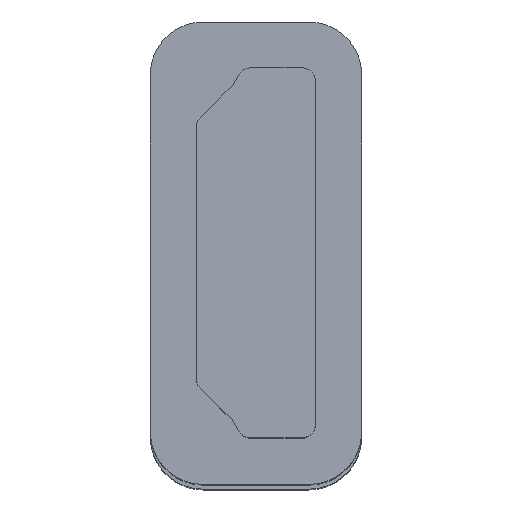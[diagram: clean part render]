
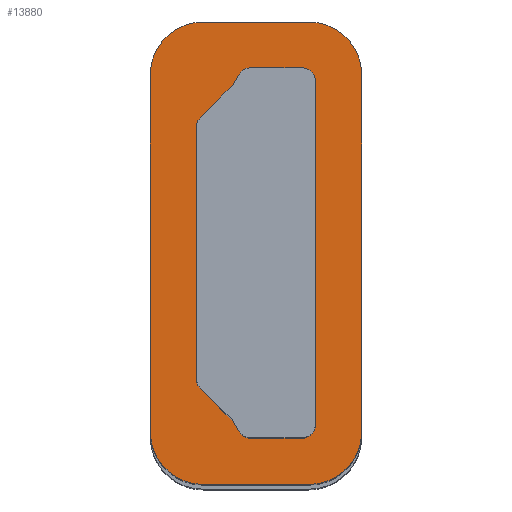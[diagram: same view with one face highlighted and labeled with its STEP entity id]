
A CAD part, top view. The second image highlights one B-rep face of the part: STEP entity #13880.
In plain terms, the highlighted face is planar.
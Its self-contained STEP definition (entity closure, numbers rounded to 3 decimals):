
#60=CARTESIAN_POINT('',(70.657,54.705,
9.75));
#70=DIRECTION('',(0.,-1.,0.));
#80=VECTOR('',#70,1.);
#90=LINE('',#60,#80);
#100=CARTESIAN_POINT('',(70.657,52.705,
9.75));
#110=VERTEX_POINT('',#100);
#120=CARTESIAN_POINT('',(70.657,39.205,
9.75));
#130=VERTEX_POINT('',#120);
#140=EDGE_CURVE('',#110,#130,#90,.T.);
#600=CARTESIAN_POINT('',(68.657,37.205,
9.75));
#610=VERTEX_POINT('',#600);
#640=CARTESIAN_POINT('',(70.657,37.205,
9.75));
#650=DIRECTION('',(-1.,0.,0.));
#660=VECTOR('',#650,1.);
#670=LINE('',#640,#660);
#680=CARTESIAN_POINT('',(64.657,37.205,
9.75));
#690=VERTEX_POINT('',#680);
#700=EDGE_CURVE('',#610,#690,#670,.T.);
#1000=CARTESIAN_POINT('',(62.657,39.205,
9.75));
#1010=VERTEX_POINT('',#1000);
#1040=CARTESIAN_POINT('',(62.657,37.205,
9.75));
#1050=DIRECTION('',(0.,1.,0.));
#1060=VECTOR('',#1050,1.);
#1070=LINE('',#1040,#1060);
#1080=CARTESIAN_POINT('',(62.657,52.705,
9.75));
#1090=VERTEX_POINT('',#1080);
#1100=EDGE_CURVE('',#1010,#1090,#1070,.T.);
#1260=CARTESIAN_POINT('',(62.657,54.705,
9.75));
#1270=DIRECTION('',(1.,0.,0.));
#1280=VECTOR('',#1270,1.);
#1290=LINE('',#1260,#1280);
#1300=CARTESIAN_POINT('',(64.657,54.705,
9.75));
#1310=VERTEX_POINT('',#1300);
#1320=CARTESIAN_POINT('',(68.657,54.705,
9.75));
#1330=VERTEX_POINT('',#1320);
#1340=EDGE_CURVE('',#1310,#1330,#1290,.T.);
#3210=CARTESIAN_POINT('',(67.497,52.359,
9.75));
#3220=VERTEX_POINT('',#3210);
#3300=CARTESIAN_POINT('',(67.56,52.276,
9.75));
#3310=VERTEX_POINT('',#3300);
#3340=CARTESIAN_POINT('',(67.843,52.559,
9.75));
#3350=DIRECTION('',(0.,0.,-1.));
#3360=DIRECTION('',(-1.,0.,0.));
#3370=AXIS2_PLACEMENT_3D('',#3340,#3350,#3360);
#3380=CIRCLE('',#3370,0.4);
#3390=EDGE_CURVE('',#3310,#3220,#3380,.T.);
#3620=CARTESIAN_POINT('',(68.76,51.076,
9.75));
#3630=VERTEX_POINT('',#3620);
#3660=CARTESIAN_POINT('',(67.166,52.67,
9.75));
#3670=DIRECTION('',(0.707,-0.707,
0.));
#3680=VECTOR('',#3670,1.);
#3690=LINE('',#3660,#3680);
#3700=EDGE_CURVE('',#3310,#3630,#3690,.T.);
#3930=CARTESIAN_POINT('',(68.907,50.722,
9.75));
#3940=VERTEX_POINT('',#3930);
#3970=CARTESIAN_POINT('',(68.407,50.722,
9.75));
#3980=DIRECTION('',(0.,0.,1.));
#3990=DIRECTION('',(1.,0.,0.));
#4000=AXIS2_PLACEMENT_3D('',#3970,#3980,#3990);
#4010=CIRCLE('',#4000,0.5);
#4020=EDGE_CURVE('',#3940,#3630,#4010,.T.);
#4250=CARTESIAN_POINT('',(68.907,41.187,
9.75));
#4260=VERTEX_POINT('',#4250);
#4290=CARTESIAN_POINT('',(68.907,52.67,
9.75));
#4300=DIRECTION('',(0.,-1.,0.));
#4310=VECTOR('',#4300,1.);
#4320=LINE('',#4290,#4310);
#4330=EDGE_CURVE('',#3940,#4260,#4320,.T.);
#5240=CARTESIAN_POINT('',(68.76,40.833,
9.75));
#5250=VERTEX_POINT('',#5240);
#5280=CARTESIAN_POINT('',(68.407,41.187,
9.75));
#5290=DIRECTION('',(0.,0.,1.));
#5300=DIRECTION('',(1.,0.,0.));
#5310=AXIS2_PLACEMENT_3D('',#5280,#5290,#5300);
#5320=CIRCLE('',#5310,0.5);
#5330=EDGE_CURVE('',#5250,#4260,#5320,.T.);
#5560=CARTESIAN_POINT('',(67.56,39.633,
9.75));
#5570=VERTEX_POINT('',#5560);
#5600=CARTESIAN_POINT('',(69.287,41.359,
9.75));
#5610=DIRECTION('',(-0.707,-0.707,
0.));
#5620=VECTOR('',#5610,1.);
#5630=LINE('',#5600,#5620);
#5640=EDGE_CURVE('',#5250,#5570,#5630,.T.);
#5870=CARTESIAN_POINT('',(67.497,39.55,
9.75));
#5880=VERTEX_POINT('',#5870);
#5910=CARTESIAN_POINT('',(67.843,39.35,
9.75));
#5920=DIRECTION('',(0.,0.,1.));
#5930=DIRECTION('',(1.,0.,0.));
#5940=AXIS2_PLACEMENT_3D('',#5910,#5920,#5930);
#5950=CIRCLE('',#5940,0.4);
#5960=EDGE_CURVE('',#5570,#5880,#5950,.T.);
#6190=CARTESIAN_POINT('',(67.297,39.205,
9.75));
#6200=VERTEX_POINT('',#6190);
#6230=CARTESIAN_POINT('',(75.072,52.67,
9.75));
#6240=DIRECTION('',(-0.5,-0.866,
0.));
#6250=VECTOR('',#6240,1.);
#6260=LINE('',#6230,#6250);
#6270=EDGE_CURVE('',#5880,#6200,#6260,.T.);
#6500=CARTESIAN_POINT('',(66.864,38.955,
9.75));
#6510=VERTEX_POINT('',#6500);
#6540=CARTESIAN_POINT('',(66.864,39.455,
9.75));
#6550=DIRECTION('',(0.,0.,-1.));
#6560=DIRECTION('',(0.,1.,0.));
#6570=AXIS2_PLACEMENT_3D('',#6540,#6550,#6560);
#6580=CIRCLE('',#6570,0.5);
#6590=EDGE_CURVE('',#6200,#6510,#6580,.T.);
#6820=CARTESIAN_POINT('',(64.907,38.955,
9.75));
#6830=VERTEX_POINT('',#6820);
#6860=CARTESIAN_POINT('',(69.287,38.955,
9.75));
#6870=DIRECTION('',(-1.,0.,0.));
#6880=VECTOR('',#6870,1.);
#6890=LINE('',#6860,#6880);
#6900=EDGE_CURVE('',#6510,#6830,#6890,.T.);
#7130=CARTESIAN_POINT('',(64.407,39.455,
9.75));
#7140=VERTEX_POINT('',#7130);
#7170=CARTESIAN_POINT('',(64.907,39.455,
9.75));
#7180=DIRECTION('',(0.,0.,-1.));
#7190=DIRECTION('',(-1.,0.,0.));
#7200=AXIS2_PLACEMENT_3D('',#7170,#7180,#7190);
#7210=CIRCLE('',#7200,0.5);
#7220=EDGE_CURVE('',#6830,#7140,#7210,.T.);
#7450=CARTESIAN_POINT('',(64.407,52.455,
9.75));
#7460=VERTEX_POINT('',#7450);
#7490=CARTESIAN_POINT('',(64.407,52.67,
9.75));
#7500=DIRECTION('',(0.,1.,0.));
#7510=VECTOR('',#7500,1.);
#7520=LINE('',#7490,#7510);
#7530=EDGE_CURVE('',#7140,#7460,#7520,.T.);
#7760=CARTESIAN_POINT('',(64.907,52.955,
9.75));
#7770=VERTEX_POINT('',#7760);
#7800=CARTESIAN_POINT('',(64.907,52.455,
9.75));
#7810=DIRECTION('',(0.,0.,1.));
#7820=DIRECTION('',(1.,0.,0.));
#7830=AXIS2_PLACEMENT_3D('',#7800,#7810,#7820);
#7840=CIRCLE('',#7830,0.5);
#7850=EDGE_CURVE('',#7770,#7460,#7840,.T.);
#8080=CARTESIAN_POINT('',(66.864,52.955,
9.75));
#8090=VERTEX_POINT('',#8080);
#8120=CARTESIAN_POINT('',(69.287,52.955,
9.75));
#8130=DIRECTION('',(1.,0.,0.));
#8140=VECTOR('',#8130,1.);
#8150=LINE('',#8120,#8140);
#8160=EDGE_CURVE('',#7770,#8090,#8150,.T.);
#8390=CARTESIAN_POINT('',(67.297,52.705,
9.75));
#8400=VERTEX_POINT('',#8390);
#8430=CARTESIAN_POINT('',(66.864,52.455,
9.75));
#8440=DIRECTION('',(0.,0.,-1.));
#8450=DIRECTION('',(0.,1.,0.));
#8460=AXIS2_PLACEMENT_3D('',#8430,#8440,#8450);
#8470=CIRCLE('',#8460,0.5);
#8480=EDGE_CURVE('',#8090,#8400,#8470,.T.);
#8680=CARTESIAN_POINT('',(67.317,52.67,
9.75));
#8690=DIRECTION('',(0.5,-0.866,
0.));
#8700=VECTOR('',#8690,1.);
#8710=LINE('',#8680,#8700);
#8720=EDGE_CURVE('',#8400,#3220,#8710,.T.);
#11750=CARTESIAN_POINT('',(68.657,39.205,
9.75));
#11760=DIRECTION('',(0.,0.,-1.));
#11770=DIRECTION('',(-1.,0.,0.));
#11780=AXIS2_PLACEMENT_3D('',#11750,#11760,#11770);
#11790=CIRCLE('',#11780,2.);
#11800=EDGE_CURVE('',#130,#610,#11790,.T.);
#12070=CARTESIAN_POINT('',(68.657,52.705,
9.75));
#12080=DIRECTION('',(0.,0.,1.));
#12090=DIRECTION('',(1.,0.,0.));
#12100=AXIS2_PLACEMENT_3D('',#12070,#12080,#12090);
#12110=CIRCLE('',#12100,2.);
#12120=EDGE_CURVE('',#110,#1330,#12110,.T.);
#12230=CARTESIAN_POINT('',(64.657,39.205,
9.75));
#12240=DIRECTION('',(0.,0.,-1.));
#12250=DIRECTION('',(-1.,0.,0.));
#12260=AXIS2_PLACEMENT_3D('',#12230,#12240,#12250);
#12270=CIRCLE('',#12260,2.);
#12280=EDGE_CURVE('',#690,#1010,#12270,.T.);
#12470=CARTESIAN_POINT('',(64.657,52.705,
9.75));
#12480=DIRECTION('',(0.,0.,-1.));
#12490=DIRECTION('',(-1.,0.,0.));
#12500=AXIS2_PLACEMENT_3D('',#12470,#12480,#12490);
#12510=CIRCLE('',#12500,2.);
#12520=EDGE_CURVE('',#1090,#1310,#12510,.T.);
#13550=CARTESIAN_POINT('',(69.287,52.67,
9.75));
#13560=DIRECTION('',(0.,0.,-1.));
#13570=DIRECTION('',(-1.,0.,0.));
#13580=AXIS2_PLACEMENT_3D('',#13550,#13560,#13570);
#13590=PLANE('',#13580);
#13600=ORIENTED_EDGE('',*,*,#3700,.F.);
#13610=ORIENTED_EDGE('',*,*,#4020,.T.);
#13620=ORIENTED_EDGE('',*,*,#4330,.F.);
#13630=ORIENTED_EDGE('',*,*,#5330,.T.);
#13640=ORIENTED_EDGE('',*,*,#5640,.F.);
#13650=ORIENTED_EDGE('',*,*,#5960,.F.);
#13660=ORIENTED_EDGE('',*,*,#6270,.F.);
#13670=ORIENTED_EDGE('',*,*,#6590,.F.);
#13680=ORIENTED_EDGE('',*,*,#6900,.F.);
#13690=ORIENTED_EDGE('',*,*,#7220,.F.);
#13700=ORIENTED_EDGE('',*,*,#7530,.F.);
#13710=ORIENTED_EDGE('',*,*,#7850,.T.);
#13720=ORIENTED_EDGE('',*,*,#8160,.F.);
#13730=ORIENTED_EDGE('',*,*,#8480,.F.);
#13740=ORIENTED_EDGE('',*,*,#8720,.F.);
#13750=ORIENTED_EDGE('',*,*,#3390,.T.);
#13760=EDGE_LOOP('',(#13750,#13740,#13730,#13720,#13710,#13700,#13690,
#13680,#13670,#13660,#13650,#13640,#13630,#13620,#13610,#13600));
#13770=FACE_BOUND('',#13760,.T.);
#13780=ORIENTED_EDGE('',*,*,#12120,.F.);
#13790=ORIENTED_EDGE('',*,*,#1340,.T.);
#13800=ORIENTED_EDGE('',*,*,#12520,.T.);
#13810=ORIENTED_EDGE('',*,*,#1100,.T.);
#13820=ORIENTED_EDGE('',*,*,#12280,.T.);
#13830=ORIENTED_EDGE('',*,*,#700,.T.);
#13840=ORIENTED_EDGE('',*,*,#11800,.T.);
#13850=ORIENTED_EDGE('',*,*,#140,.T.);
#13860=EDGE_LOOP('',(#13850,#13840,#13830,#13820,#13810,#13800,#13790,
#13780));
#13870=FACE_OUTER_BOUND('',#13860,.T.);
#13880=ADVANCED_FACE('',(#13770,#13870),#13590,.T.);
